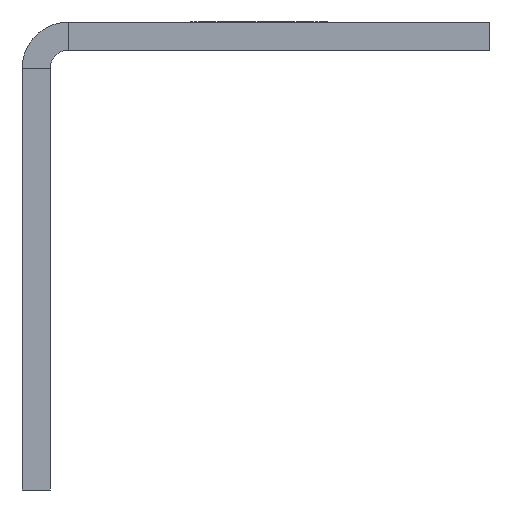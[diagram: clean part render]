
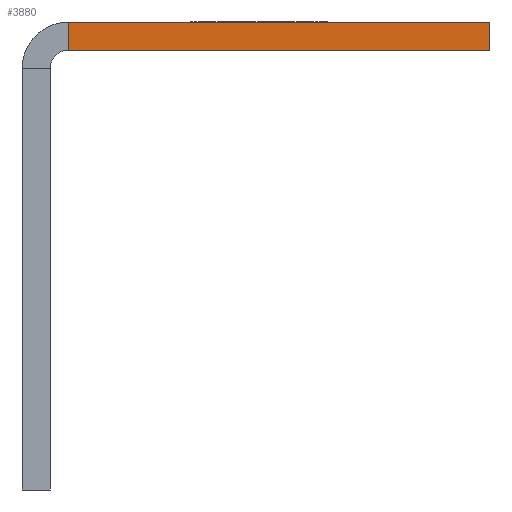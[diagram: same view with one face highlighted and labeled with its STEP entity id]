
A CAD part, left-side view. The second image highlights one B-rep face of the part: STEP entity #3880.
In plain terms, the highlighted planar face has unit normal (-1, 0, 0).
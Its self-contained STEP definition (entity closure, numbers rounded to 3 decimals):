
#27 = DIRECTION ( 'NONE',  ( 0., -1., 0. ) ) ;
#42 = PLANE ( 'NONE',  #437 ) ;
#56 = LINE ( 'NONE', #1041, #3696 ) ;
#134 = DIRECTION ( 'NONE',  ( 0., 0., -1. ) ) ;
#141 = ORIENTED_EDGE ( 'NONE', *, *, #4443, .T. ) ;
#331 = LINE ( 'NONE', #1255, #909 ) ;
#373 = VERTEX_POINT ( 'NONE', #2579 ) ;
#382 = EDGE_CURVE ( 'NONE', #2061, #3264, #1109, .T. ) ;
#408 = DIRECTION ( 'NONE',  ( -1., 0., 0. ) ) ;
#421 = CARTESIAN_POINT ( 'NONE',  ( -167.5, -25., -1.5 ) ) ;
#422 = ORIENTED_EDGE ( 'NONE', *, *, #3259, .T. ) ;
#437 = AXIS2_PLACEMENT_3D ( 'NONE', #1805, #408, #745 ) ;
#735 = FACE_OUTER_BOUND ( 'NONE', #1297, .T. ) ;
#745 = DIRECTION ( 'NONE',  ( 0., 0., 1. ) ) ;
#781 = DIRECTION ( 'NONE',  ( 0., 0., 1. ) ) ;
#831 = CARTESIAN_POINT ( 'NONE',  ( -167.5, -2.5, -1.5 ) ) ;
#909 = VECTOR ( 'NONE', #2272, 1000. ) ;
#1041 = CARTESIAN_POINT ( 'NONE',  ( -167.5, 0., 0. ) ) ;
#1109 = LINE ( 'NONE', #2240, #1161 ) ;
#1161 = VECTOR ( 'NONE', #134, 1000. ) ;
#1255 = CARTESIAN_POINT ( 'NONE',  ( -167.5, 0., -1.5 ) ) ;
#1297 = EDGE_LOOP ( 'NONE', ( #3630, #1648, #422, #141 ) ) ;
#1376 = LINE ( 'NONE', #421, #4375 ) ;
#1648 = ORIENTED_EDGE ( 'NONE', *, *, #382, .T. ) ;
#1805 = CARTESIAN_POINT ( 'NONE',  ( -167.5, -1.5, -2.5 ) ) ;
#2061 = VERTEX_POINT ( 'NONE', #2713 ) ;
#2240 = CARTESIAN_POINT ( 'NONE',  ( -167.5, -2.5, 0. ) ) ;
#2245 = VERTEX_POINT ( 'NONE', #3874 ) ;
#2272 = DIRECTION ( 'NONE',  ( 0., -1., 0. ) ) ;
#2579 = CARTESIAN_POINT ( 'NONE',  ( -167.5, -25., 0. ) ) ;
#2713 = CARTESIAN_POINT ( 'NONE',  ( -167.5, -2.5, 0. ) ) ;
#3259 = EDGE_CURVE ( 'NONE', #3264, #2245, #331, .T. ) ;
#3264 = VERTEX_POINT ( 'NONE', #831 ) ;
#3630 = ORIENTED_EDGE ( 'NONE', *, *, #3673, .F. ) ;
#3673 = EDGE_CURVE ( 'NONE', #2061, #373, #56, .T. ) ;
#3696 = VECTOR ( 'NONE', #27, 1000. ) ;
#3874 = CARTESIAN_POINT ( 'NONE',  ( -167.5, -25., -1.5 ) ) ;
#3880 = ADVANCED_FACE ( 'NONE', ( #735 ), #42, .T. ) ;
#4375 = VECTOR ( 'NONE', #781, 1000. ) ;
#4443 = EDGE_CURVE ( 'NONE', #2245, #373, #1376, .T. ) ;
